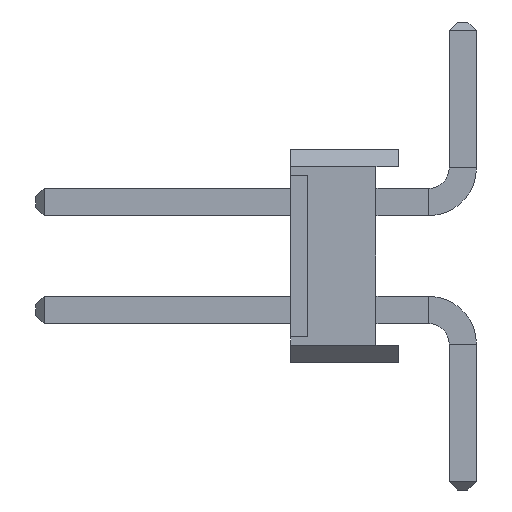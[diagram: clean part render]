
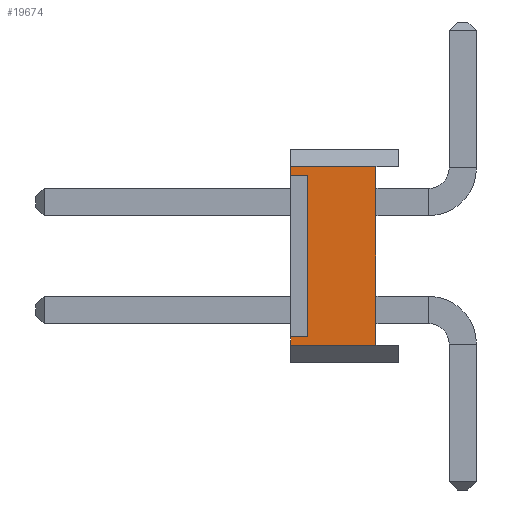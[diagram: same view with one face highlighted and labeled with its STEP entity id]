
A CAD part, left-side view. The second image highlights one B-rep face of the part: STEP entity #19674.
In plain terms, the highlighted planar face has unit normal (-1, 0, 0).
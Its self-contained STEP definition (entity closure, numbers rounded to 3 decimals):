
#1006 = DIRECTION ( 'NONE',  ( 0., 0., 1. ) ) ;
#1058 = VECTOR ( 'NONE', #17840, 1000. ) ;
#1498 = EDGE_CURVE ( 'NONE', #3976, #1792, #16961, .T. ) ;
#1792 = VERTEX_POINT ( 'NONE', #13839 ) ;
#1952 = DIRECTION ( 'NONE',  ( 0., 0., 1. ) ) ;
#3357 = CARTESIAN_POINT ( 'NONE',  ( -1.27, 2.54, -2.1 ) ) ;
#3976 = VERTEX_POINT ( 'NONE', #13039 ) ;
#4412 = LINE ( 'NONE', #20569, #8824 ) ;
#5483 = EDGE_CURVE ( 'NONE', #12800, #3976, #13282, .T. ) ;
#5762 = PLANE ( 'NONE',  #16985 ) ;
#5861 = EDGE_CURVE ( 'NONE', #15897, #9537, #8548, .T. ) ;
#5954 = VECTOR ( 'NONE', #16426, 1000. ) ;
#6611 = VERTEX_POINT ( 'NONE', #3357 ) ;
#7505 = CARTESIAN_POINT ( 'NONE',  ( -1.27, 2.14, 1.9 ) ) ;
#7741 = ORIENTED_EDGE ( 'NONE', *, *, #17508, .T. ) ;
#8548 = LINE ( 'NONE', #21257, #5954 ) ;
#8824 = VECTOR ( 'NONE', #10164, 1000. ) ;
#8840 = VECTOR ( 'NONE', #1006, 1000. ) ;
#9076 = VERTEX_POINT ( 'NONE', #20358 ) ;
#9133 = CARTESIAN_POINT ( 'NONE',  ( -1.27, 2.54, 2.1 ) ) ;
#9166 = CARTESIAN_POINT ( 'NONE',  ( -1.27, 2.54, -2.1 ) ) ;
#9521 = FACE_OUTER_BOUND ( 'NONE', #16382, .T. ) ;
#9537 = VERTEX_POINT ( 'NONE', #7505 ) ;
#9655 = VECTOR ( 'NONE', #16369, 1000. ) ;
#9759 = DIRECTION ( 'NONE',  ( 0., 0., -1. ) ) ;
#10164 = DIRECTION ( 'NONE',  ( 0., 1., 0. ) ) ;
#10168 = LINE ( 'NONE', #20008, #9655 ) ;
#10445 = CARTESIAN_POINT ( 'NONE',  ( -1.27, 0.54, -2.1 ) ) ;
#11816 = VECTOR ( 'NONE', #9759, 1000. ) ;
#11958 = EDGE_CURVE ( 'NONE', #9537, #12800, #4412, .T. ) ;
#11962 = VERTEX_POINT ( 'NONE', #10445 ) ;
#11995 = CARTESIAN_POINT ( 'NONE',  ( -1.27, 2.54, -2.1 ) ) ;
#12355 = CARTESIAN_POINT ( 'NONE',  ( -1.27, 2.54, -2.1 ) ) ;
#12800 = VERTEX_POINT ( 'NONE', #17734 ) ;
#12801 = ORIENTED_EDGE ( 'NONE', *, *, #19858, .F. ) ;
#12813 = DIRECTION ( 'NONE',  ( 1., 0., 0. ) ) ;
#13039 = CARTESIAN_POINT ( 'NONE',  ( -1.27, 2.54, 2.1 ) ) ;
#13237 = CARTESIAN_POINT ( 'NONE',  ( -1.27, 2.14, -1.9 ) ) ;
#13282 = LINE ( 'NONE', #9166, #8840 ) ;
#13839 = CARTESIAN_POINT ( 'NONE',  ( -1.27, 0.54, 2.1 ) ) ;
#14582 = LINE ( 'NONE', #11995, #15106 ) ;
#14741 = CARTESIAN_POINT ( 'NONE',  ( -1.27, 0.54, 2.1 ) ) ;
#15106 = VECTOR ( 'NONE', #1952, 1000. ) ;
#15897 = VERTEX_POINT ( 'NONE', #13237 ) ;
#16152 = VECTOR ( 'NONE', #21085, 1000. ) ;
#16234 = CARTESIAN_POINT ( 'NONE',  ( -1.27, 2.54, -2.1 ) ) ;
#16328 = LINE ( 'NONE', #14741, #11816 ) ;
#16369 = DIRECTION ( 'NONE',  ( 0., 1., 0. ) ) ;
#16382 = EDGE_LOOP ( 'NONE', ( #19065, #7741, #17957, #18782, #12801, #17388, #16677, #19836 ) ) ;
#16426 = DIRECTION ( 'NONE',  ( 0., 0., 1. ) ) ;
#16677 = ORIENTED_EDGE ( 'NONE', *, *, #5483, .F. ) ;
#16961 = LINE ( 'NONE', #9133, #16152 ) ;
#16985 = AXIS2_PLACEMENT_3D ( 'NONE', #16234, #12813, #18084 ) ;
#17305 = EDGE_CURVE ( 'NONE', #6611, #11962, #17806, .T. ) ;
#17388 = ORIENTED_EDGE ( 'NONE', *, *, #1498, .F. ) ;
#17508 = EDGE_CURVE ( 'NONE', #15897, #9076, #10168, .T. ) ;
#17734 = CARTESIAN_POINT ( 'NONE',  ( -1.27, 2.54, 1.9 ) ) ;
#17806 = LINE ( 'NONE', #12355, #1058 ) ;
#17840 = DIRECTION ( 'NONE',  ( 0., -1., 0. ) ) ;
#17848 = EDGE_CURVE ( 'NONE', #6611, #9076, #14582, .T. ) ;
#17957 = ORIENTED_EDGE ( 'NONE', *, *, #17848, .F. ) ;
#18084 = DIRECTION ( 'NONE',  ( 0., 0., -1. ) ) ;
#18782 = ORIENTED_EDGE ( 'NONE', *, *, #17305, .T. ) ;
#19065 = ORIENTED_EDGE ( 'NONE', *, *, #5861, .F. ) ;
#19674 = ADVANCED_FACE ( 'NONE', ( #9521 ), #5762, .F. ) ;
#19836 = ORIENTED_EDGE ( 'NONE', *, *, #11958, .F. ) ;
#19858 = EDGE_CURVE ( 'NONE', #1792, #11962, #16328, .T. ) ;
#20008 = CARTESIAN_POINT ( 'NONE',  ( -1.27, 2.14, -1.9 ) ) ;
#20358 = CARTESIAN_POINT ( 'NONE',  ( -1.27, 2.54, -1.9 ) ) ;
#20569 = CARTESIAN_POINT ( 'NONE',  ( -1.27, 2.14, 1.9 ) ) ;
#21085 = DIRECTION ( 'NONE',  ( 0., -1., 0. ) ) ;
#21257 = CARTESIAN_POINT ( 'NONE',  ( -1.27, 2.14, -1.9 ) ) ;
